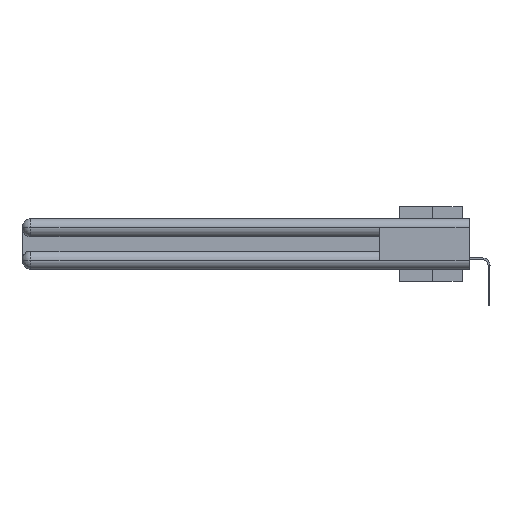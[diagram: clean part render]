
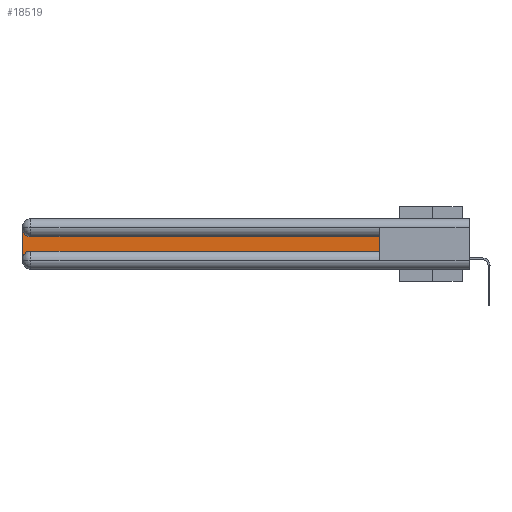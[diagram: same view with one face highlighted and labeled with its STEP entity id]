
A CAD part, left-side view. The second image highlights one B-rep face of the part: STEP entity #18519.
In plain terms, the highlighted planar face has unit normal (-1, 0, 0).
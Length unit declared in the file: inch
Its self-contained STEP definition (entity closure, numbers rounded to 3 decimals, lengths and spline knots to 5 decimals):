
#494 = CARTESIAN_POINT ( 'NONE',  ( 0.075, 0.6, -0.1225 ) ) ;
#586 = CARTESIAN_POINT ( 'NONE',  ( 0.075, 2.94, -0.0625 ) ) ;
#1007 = CIRCLE ( 'NONE', #1678, 0.06 ) ;
#1632 = ORIENTED_EDGE ( 'NONE', *, *, #7795, .T. ) ;
#1678 = AXIS2_PLACEMENT_3D ( 'NONE', #586, #2873, #7816 ) ;
#1766 = CARTESIAN_POINT ( 'NONE',  ( 0.075, 0.6, -0.1225 ) ) ;
#2148 = CARTESIAN_POINT ( 'NONE',  ( 0.075, 3., -0.1225 ) ) ;
#2873 = DIRECTION ( 'NONE',  ( 1., 0., 0. ) ) ;
#3872 = EDGE_CURVE ( 'NONE', #7645, #7226, #26815, .T. ) ;
#4254 = VECTOR ( 'NONE', #21912, 39.37008 ) ;
#4655 = EDGE_CURVE ( 'NONE', #11734, #19539, #12314, .T. ) ;
#5412 = ORIENTED_EDGE ( 'NONE', *, *, #11715, .T. ) ;
#5552 = ORIENTED_EDGE ( 'NONE', *, *, #3872, .T. ) ;
#6301 = CARTESIAN_POINT ( 'NONE',  ( 0.075, 3., -0.0625 ) ) ;
#7226 = VERTEX_POINT ( 'NONE', #21875 ) ;
#7355 = DIRECTION ( 'NONE',  ( 0., -1., 0. ) ) ;
#7645 = VERTEX_POINT ( 'NONE', #6301 ) ;
#7795 = EDGE_CURVE ( 'NONE', #12536, #11734, #19222, .T. ) ;
#7816 = DIRECTION ( 'NONE',  ( 0., 0., -1. ) ) ;
#8225 = AXIS2_PLACEMENT_3D ( 'NONE', #2148, #28200, #13989 ) ;
#8526 = DIRECTION ( 'NONE',  ( 0., 1., 0. ) ) ;
#9203 = CARTESIAN_POINT ( 'NONE',  ( 0.075, 0.6, -0.2175 ) ) ;
#9503 = DIRECTION ( 'NONE',  ( 0., 0., -1. ) ) ;
#11698 = AXIS2_PLACEMENT_3D ( 'NONE', #21725, #18946, #9503 ) ;
#11715 = EDGE_CURVE ( 'NONE', #19539, #7645, #1007, .T. ) ;
#11734 = VERTEX_POINT ( 'NONE', #494 ) ;
#12314 = LINE ( 'NONE', #1766, #17891 ) ;
#12536 = VERTEX_POINT ( 'NONE', #18245 ) ;
#12755 = EDGE_CURVE ( 'NONE', #16082, #12536, #18670, .T. ) ;
#13989 = DIRECTION ( 'NONE',  ( 0., 0., -1. ) ) ;
#14041 = DIRECTION ( 'NONE',  ( 0., 0., 1. ) ) ;
#15636 = ORIENTED_EDGE ( 'NONE', *, *, #24747, .T. ) ;
#15653 = VECTOR ( 'NONE', #7355, 39.37008 ) ;
#15955 = PLANE ( 'NONE',  #8225 ) ;
#16082 = VERTEX_POINT ( 'NONE', #21434 ) ;
#17891 = VECTOR ( 'NONE', #8526, 39.37008 ) ;
#18245 = CARTESIAN_POINT ( 'NONE',  ( 0.075, 0.6, -0.2175 ) ) ;
#18519 = ADVANCED_FACE ( 'NONE', ( #20028 ), #15955, .F. ) ;
#18670 = LINE ( 'NONE', #23996, #15653 ) ;
#18946 = DIRECTION ( 'NONE',  ( 1., 0., 0. ) ) ;
#19222 = LINE ( 'NONE', #9203, #26983 ) ;
#19539 = VERTEX_POINT ( 'NONE', #27522 ) ;
#19722 = CARTESIAN_POINT ( 'NONE',  ( 0.075, 3., -0.2175 ) ) ;
#20028 = FACE_OUTER_BOUND ( 'NONE', #21587, .T. ) ;
#21434 = CARTESIAN_POINT ( 'NONE',  ( 0.075, 2.94, -0.2175 ) ) ;
#21587 = EDGE_LOOP ( 'NONE', ( #24342, #5412, #5552, #15636, #23233, #1632 ) ) ;
#21725 = CARTESIAN_POINT ( 'NONE',  ( 0.075, 2.94, -0.2775 ) ) ;
#21875 = CARTESIAN_POINT ( 'NONE',  ( 0.075, 3., -0.2775 ) ) ;
#21912 = DIRECTION ( 'NONE',  ( 0., 0., -1. ) ) ;
#23233 = ORIENTED_EDGE ( 'NONE', *, *, #12755, .T. ) ;
#23996 = CARTESIAN_POINT ( 'NONE',  ( 0.075, 0.6, -0.2175 ) ) ;
#24342 = ORIENTED_EDGE ( 'NONE', *, *, #4655, .T. ) ;
#24747 = EDGE_CURVE ( 'NONE', #7226, #16082, #25621, .T. ) ;
#25621 = CIRCLE ( 'NONE', #11698, 0.06 ) ;
#26815 = LINE ( 'NONE', #19722, #4254 ) ;
#26983 = VECTOR ( 'NONE', #14041, 39.37008 ) ;
#27522 = CARTESIAN_POINT ( 'NONE',  ( 0.075, 2.94, -0.1225 ) ) ;
#28200 = DIRECTION ( 'NONE',  ( 1., 0., 0. ) ) ;
